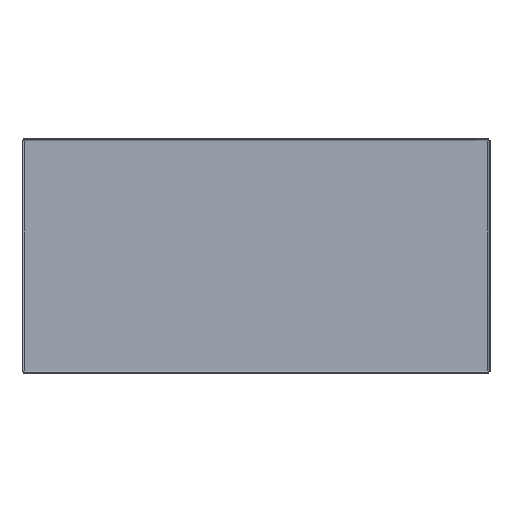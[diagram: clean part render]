
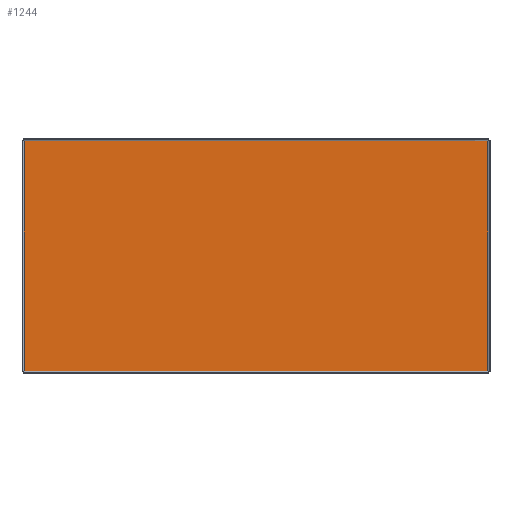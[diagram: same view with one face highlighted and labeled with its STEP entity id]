
A CAD part, top view. The second image highlights one B-rep face of the part: STEP entity #1244.
In plain terms, the highlighted planar face has unit normal (0, 0, 1).
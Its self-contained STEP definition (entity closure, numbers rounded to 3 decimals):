
#63 = LINE ( 'NONE', #832, #416 ) ;
#123 = CARTESIAN_POINT ( 'NONE',  ( -0.707, 2., 0. ) ) ;
#135 = AXIS2_PLACEMENT_3D ( 'NONE', #552, #909, #568 ) ;
#139 = VECTOR ( 'NONE', #781, 1000. ) ;
#193 = VECTOR ( 'NONE', #1036, 1000. ) ;
#200 = EDGE_CURVE ( 'NONE', #1054, #596, #685, .T. ) ;
#297 = CARTESIAN_POINT ( 'NONE',  ( -2., 398., 0. ) ) ;
#362 = ORIENTED_EDGE ( 'NONE', *, *, #1031, .F. ) ;
#416 = VECTOR ( 'NONE', #481, 1000. ) ;
#426 = ORIENTED_EDGE ( 'NONE', *, *, #584, .F. ) ;
#473 = CARTESIAN_POINT ( 'NONE',  ( -2., 399.293, 0. ) ) ;
#481 = DIRECTION ( 'NONE',  ( 0., 1., 0. ) ) ;
#522 = CARTESIAN_POINT ( 'NONE',  ( -2., 2., 0. ) ) ;
#527 = CARTESIAN_POINT ( 'NONE',  ( -801.693, 398., 0. ) ) ;
#552 = CARTESIAN_POINT ( 'NONE',  ( 0., 0., 0. ) ) ;
#568 = DIRECTION ( 'NONE',  ( 1., 0., 0. ) ) ;
#584 = EDGE_CURVE ( 'NONE', #596, #712, #63, .T. ) ;
#591 = DIRECTION ( 'NONE',  ( 0., -1., 0. ) ) ;
#596 = VERTEX_POINT ( 'NONE', #1278 ) ;
#670 = EDGE_LOOP ( 'NONE', ( #362, #426, #945, #1051 ) ) ;
#685 = LINE ( 'NONE', #123, #193 ) ;
#712 = VERTEX_POINT ( 'NONE', #1083 ) ;
#781 = DIRECTION ( 'NONE',  ( 1., 0., 0. ) ) ;
#792 = LINE ( 'NONE', #527, #139 ) ;
#832 = CARTESIAN_POINT ( 'NONE',  ( -800.4, 0.707, 0. ) ) ;
#892 = EDGE_CURVE ( 'NONE', #1127, #1054, #1456, .T. ) ;
#909 = DIRECTION ( 'NONE',  ( 0., 0., 1. ) ) ;
#945 = ORIENTED_EDGE ( 'NONE', *, *, #200, .F. ) ;
#1031 = EDGE_CURVE ( 'NONE', #712, #1127, #792, .T. ) ;
#1036 = DIRECTION ( 'NONE',  ( -1., 0., 0. ) ) ;
#1051 = ORIENTED_EDGE ( 'NONE', *, *, #892, .F. ) ;
#1054 = VERTEX_POINT ( 'NONE', #522 ) ;
#1058 = VECTOR ( 'NONE', #591, 1000. ) ;
#1083 = CARTESIAN_POINT ( 'NONE',  ( -800.4, 398., 0. ) ) ;
#1127 = VERTEX_POINT ( 'NONE', #297 ) ;
#1244 = ADVANCED_FACE ( 'NONE', ( #1393 ), #1251, .T. ) ;
#1251 = PLANE ( 'NONE',  #135 ) ;
#1278 = CARTESIAN_POINT ( 'NONE',  ( -800.4, 2., 0. ) ) ;
#1393 = FACE_OUTER_BOUND ( 'NONE', #670, .T. ) ;
#1456 = LINE ( 'NONE', #473, #1058 ) ;
